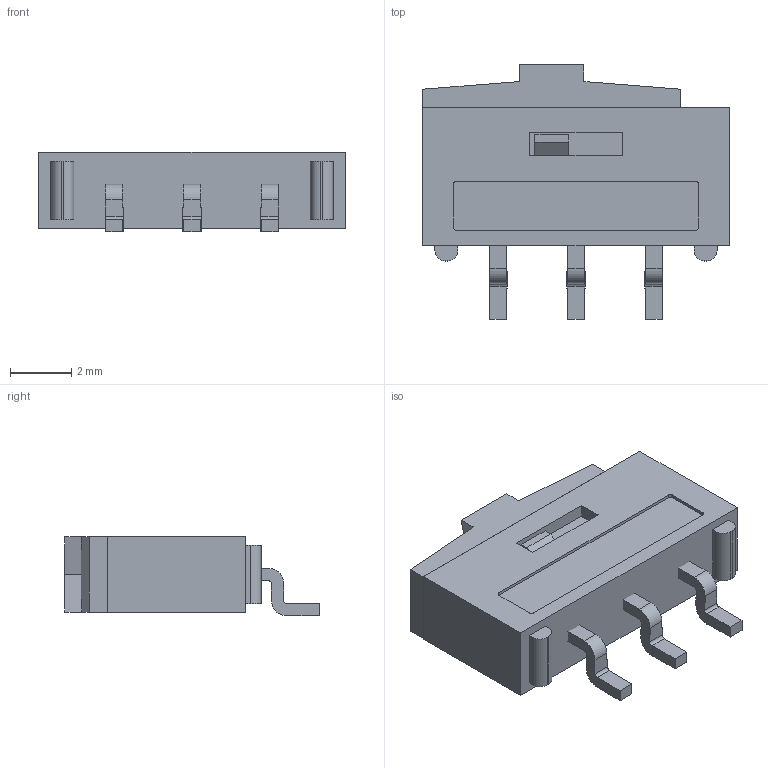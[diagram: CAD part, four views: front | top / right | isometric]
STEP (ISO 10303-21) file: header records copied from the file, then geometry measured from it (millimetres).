
FILE_DESCRIPTION (( 'STEP AP203' ), '1' );
FILE_NAME ('CUI_DEVICES_MSS-102545-14A-V-SMT.step', '2021-06-16T15:47:42', ( '' ), ( '' ), 'SwSTEP 2.0', 'SolidWorks 2021', '' );
FILE_SCHEMA (( 'CONFIG_CONTROL_DESIGN' ));
Length unit declared in the file: millimetre
Products named in the file (1): CUI_DEVICES_MSS-102545-14A-V-SMT
Bounding box: 10 x 8.3 x 2.6 mm (x, y, z)
Volume: 118.7 mm3; surface area: 361.5 mm2
Topology: 5 solids, 5 shells, 284 faces, 761 edges, 495 vertices
Faces by surface type: plane 204, cylinder 65, cone 11, torus 4
Entity records: 8865 total; most frequent: CARTESIAN_POINT 1613, ORIENTED_EDGE 1522, DIRECTION 1454, EDGE_CURVE 761, VECTOR 590, LINE 590, VERTEX_POINT 495, AXIS2_PLACEMENT_3D 432
